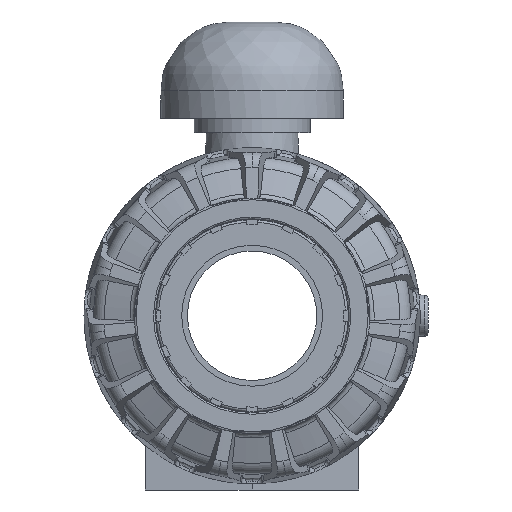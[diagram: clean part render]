
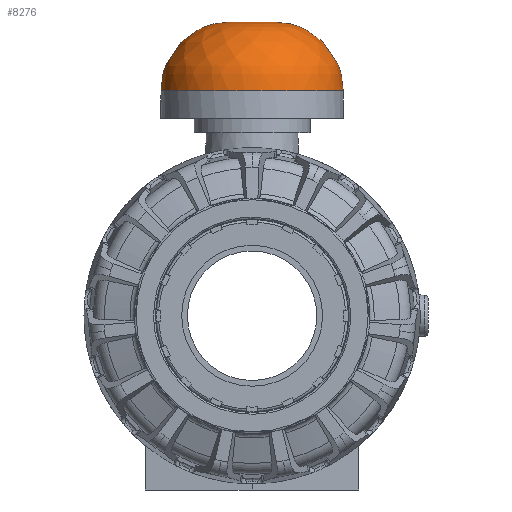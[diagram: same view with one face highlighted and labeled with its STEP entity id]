
A CAD part, left-side view. The second image highlights one B-rep face of the part: STEP entity #8276.
In plain terms, the highlighted free-form (B-spline) face has degree [2, 2] with [3, 9] control points.
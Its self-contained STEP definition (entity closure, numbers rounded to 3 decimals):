
#34=(
BOUNDED_CURVE()
B_SPLINE_CURVE(2,(#18102,#18103,#18104),.UNSPECIFIED.,.F.,.F.)
B_SPLINE_CURVE_WITH_KNOTS((3,3),(1.087,1.571),
 .UNSPECIFIED.)
CURVE()
GEOMETRIC_REPRESENTATION_ITEM()
RATIONAL_B_SPLINE_CURVE((0.875,0.91,1.))
REPRESENTATION_ITEM($)
);
#47=(
BOUNDED_SURFACE()
B_SPLINE_SURFACE(2,2,((#18056,#18057,#18058,#18059,#18060,#18061,#18062,
#18063,#18064),(#18065,#18066,#18067,#18068,#18069,#18070,#18071,#18072,
#18073),(#18074,#18075,#18076,#18077,#18078,#18079,#18080,#18081,#18082)),
 .UNSPECIFIED.,.F.,.T.,.F.)
B_SPLINE_SURFACE_WITH_KNOTS((3,3),(3,2,2,2,3),(-1.571,0.),
(-3.142,-1.571,0.,1.571,3.142),
 .UNSPECIFIED.)
GEOMETRIC_REPRESENTATION_ITEM()
RATIONAL_B_SPLINE_SURFACE(((1.,0.707,1.,0.707,1.,
0.707,1.,0.707,1.),(0.707,0.5,
0.707,0.5,0.707,0.5,
0.707,0.5,0.707),(1.,0.707,
1.,0.707,1.,0.707,1.,0.707,1.)))
REPRESENTATION_ITEM($)
SURFACE()
);
#1421=B_SPLINE_CURVE_WITH_KNOTS($,3,(#18087,#18088,#18089,#18090,#18091,
#18092,#18093,#18094,#18095,#18096,#18097,#18098),.UNSPECIFIED.,.F.,.F.,
(4,2,2,2,2,4),(7.859,8.241,9.711,11.212,
12.643,12.647),.UNSPECIFIED.);
#1422=B_SPLINE_CURVE_WITH_KNOTS($,3,(#18108,#18109,#18110,#18111,#18112,
#18113,#18114,#18115,#18116,#18117),.UNSPECIFIED.,.F.,.F.,(4,2,2,2,4),(0.,
1.426,2.889,4.29,4.775),
 .UNSPECIFIED.);
#2066=FACE_OUTER_BOUND($,#2553,.T.);
#2553=EDGE_LOOP($,(#7565,#7566,#7567,#7568,#7569,#7570,#7571,#7572));
#2985=CIRCLE($,#9232,55.);
#2986=CIRCLE($,#9233,32.295);
#2987=CIRCLE($,#9234,13.5);
#2988=CIRCLE($,#9235,32.295);
#3820=VERTEX_POINT($,#18083);
#3821=VERTEX_POINT($,#18084);
#3822=VERTEX_POINT($,#18086);
#3823=VERTEX_POINT($,#18099);
#3824=VERTEX_POINT($,#18101);
#3825=VERTEX_POINT($,#18106);
#5077=EDGE_CURVE($,#3820,#3821,#2985,.T.);
#5078=EDGE_CURVE($,#3822,#3820,#1421,.T.);
#5079=EDGE_CURVE($,#3823,#3822,#2986,.T.);
#5080=EDGE_CURVE($,#3823,#3824,#34,.T.);
#5081=EDGE_CURVE($,#3824,#3824,#2987,.T.);
#5082=EDGE_CURVE($,#3825,#3823,#2988,.T.);
#5083=EDGE_CURVE($,#3821,#3825,#1422,.T.);
#7565=ORIENTED_EDGE($,*,*,#5077,.F.);
#7566=ORIENTED_EDGE($,*,*,#5078,.F.);
#7567=ORIENTED_EDGE($,*,*,#5079,.F.);
#7568=ORIENTED_EDGE($,*,*,#5080,.T.);
#7569=ORIENTED_EDGE($,*,*,#5081,.T.);
#7570=ORIENTED_EDGE($,*,*,#5080,.F.);
#7571=ORIENTED_EDGE($,*,*,#5082,.F.);
#7572=ORIENTED_EDGE($,*,*,#5083,.F.);
#8276=ADVANCED_FACE($,(#2066),#47,.F.);
#9232=AXIS2_PLACEMENT_3D($,#18085,#11460,#11461);
#9233=AXIS2_PLACEMENT_3D($,#18100,#11462,#11463);
#9234=AXIS2_PLACEMENT_3D($,#18105,#11464,#11465);
#9235=AXIS2_PLACEMENT_3D($,#18107,#11466,#11467);
#11460=DIRECTION('center_axis',(0.,0.,-1.));
#11461=DIRECTION('ref_axis',(-1.,0.,0.));
#11462=DIRECTION('center_axis',(0.,0.,-1.));
#11463=DIRECTION('ref_axis',(-1.,0.,0.));
#11464=DIRECTION('center_axis',(0.,0.,-1.));
#11465=DIRECTION('ref_axis',(-1.,0.,0.));
#11466=DIRECTION('center_axis',(0.,0.,-1.));
#11467=DIRECTION('ref_axis',(-1.,0.,0.));
#18056=CARTESIAN_POINT('Ctrl Pts',(13.5,0.,58.));
#18057=CARTESIAN_POINT('Ctrl Pts',(13.5,-13.5,58.));
#18058=CARTESIAN_POINT('Ctrl Pts',(0.,-13.5,
58.));
#18059=CARTESIAN_POINT('Ctrl Pts',(-13.5,-13.5,
58.));
#18060=CARTESIAN_POINT('Ctrl Pts',(-13.5,0.,
58.));
#18061=CARTESIAN_POINT('Ctrl Pts',(-13.5,13.5,58.));
#18062=CARTESIAN_POINT('Ctrl Pts',(0.,13.5,
58.));
#18063=CARTESIAN_POINT('Ctrl Pts',(13.5,13.5,58.));
#18064=CARTESIAN_POINT('Ctrl Pts',(13.5,0.,58.));
#18065=CARTESIAN_POINT('Ctrl Pts',(55.,0.,
58.));
#18066=CARTESIAN_POINT('Ctrl Pts',(55.,-55.,58.));
#18067=CARTESIAN_POINT('Ctrl Pts',(0.,-55.,
58.));
#18068=CARTESIAN_POINT('Ctrl Pts',(-55.,-55.,
58.));
#18069=CARTESIAN_POINT('Ctrl Pts',(-55.,0.,
58.));
#18070=CARTESIAN_POINT('Ctrl Pts',(-55.,55.,58.));
#18071=CARTESIAN_POINT('Ctrl Pts',(0.,55.,
58.));
#18072=CARTESIAN_POINT('Ctrl Pts',(55.,55.,58.));
#18073=CARTESIAN_POINT('Ctrl Pts',(55.,0.,
58.));
#18074=CARTESIAN_POINT('Ctrl Pts',(55.,0.,
16.5));
#18075=CARTESIAN_POINT('Ctrl Pts',(55.,-55.,16.5));
#18076=CARTESIAN_POINT('Ctrl Pts',(0.,-55.,
16.5));
#18077=CARTESIAN_POINT('Ctrl Pts',(-55.,-55.,
16.5));
#18078=CARTESIAN_POINT('Ctrl Pts',(-55.,0.,
16.5));
#18079=CARTESIAN_POINT('Ctrl Pts',(-55.,55.,16.5));
#18080=CARTESIAN_POINT('Ctrl Pts',(0.,55.,
16.5));
#18081=CARTESIAN_POINT('Ctrl Pts',(55.,55.,16.5));
#18082=CARTESIAN_POINT('Ctrl Pts',(55.,0.,
16.5));
#18083=CARTESIAN_POINT('',(49.013,-24.954,16.5));
#18084=CARTESIAN_POINT('',(49.013,24.954,16.5));
#18085=CARTESIAN_POINT('Origin',(0.,0.,16.5));
#18086=CARTESIAN_POINT('',(19.615,-25.655,53.5));
#18087=CARTESIAN_POINT('Ctrl Pts',(19.615,-25.655,53.5));
#18088=CARTESIAN_POINT('Ctrl Pts',(21.174,-25.628,53.03));
#18089=CARTESIAN_POINT('Ctrl Pts',(22.711,-25.6,52.487));
#18090=CARTESIAN_POINT('Ctrl Pts',(30.038,-25.457,49.455));
#18091=CARTESIAN_POINT('Ctrl Pts',(34.554,-25.349,46.217));
#18092=CARTESIAN_POINT('Ctrl Pts',(41.524,-25.171,39.236));
#18093=CARTESIAN_POINT('Ctrl Pts',(44.335,-25.092,35.075));
#18094=CARTESIAN_POINT('Ctrl Pts',(48.058,-24.984,26.047));
#18095=CARTESIAN_POINT('Ctrl Pts',(49.007,-24.955,21.331));
#18096=CARTESIAN_POINT('Ctrl Pts',(49.013,-24.954,16.531));
#18097=CARTESIAN_POINT('Ctrl Pts',(49.013,-24.954,16.515));
#18098=CARTESIAN_POINT('Ctrl Pts',(49.013,-24.954,16.5));
#18099=CARTESIAN_POINT('',(32.295,0.,53.5));
#18100=CARTESIAN_POINT('Origin',(0.,0.,53.5));
#18101=CARTESIAN_POINT('',(13.5,0.,58.));
#18102=CARTESIAN_POINT('Ctrl Pts',(32.295,0.,
53.5));
#18103=CARTESIAN_POINT('Ctrl Pts',(23.436,0.,
58.));
#18104=CARTESIAN_POINT('Ctrl Pts',(13.5,0.,58.));
#18105=CARTESIAN_POINT('Origin',(0.,0.,58.));
#18106=CARTESIAN_POINT('',(19.615,25.655,53.5));
#18107=CARTESIAN_POINT('Origin',(0.,0.,53.5));
#18108=CARTESIAN_POINT('Ctrl Pts',(49.013,24.954,16.5));
#18109=CARTESIAN_POINT('Ctrl Pts',(49.013,24.954,21.254));
#18110=CARTESIAN_POINT('Ctrl Pts',(48.082,24.983,25.964));
#18111=CARTESIAN_POINT('Ctrl Pts',(44.409,25.09,34.92));
#18112=CARTESIAN_POINT('Ctrl Pts',(41.67,25.167,39.035));
#18113=CARTESIAN_POINT('Ctrl Pts',(34.899,25.34,45.921));
#18114=CARTESIAN_POINT('Ctrl Pts',(30.655,25.443,49.023));
#18115=CARTESIAN_POINT('Ctrl Pts',(23.449,25.586,52.221));
#18116=CARTESIAN_POINT('Ctrl Pts',(21.552,25.622,52.916));
#18117=CARTESIAN_POINT('Ctrl Pts',(19.615,25.655,53.5));
